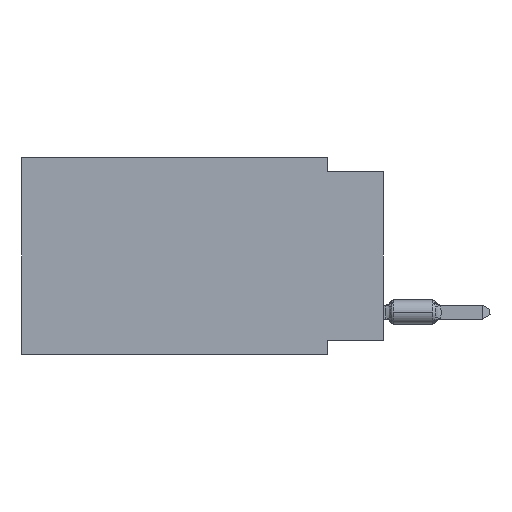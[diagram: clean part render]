
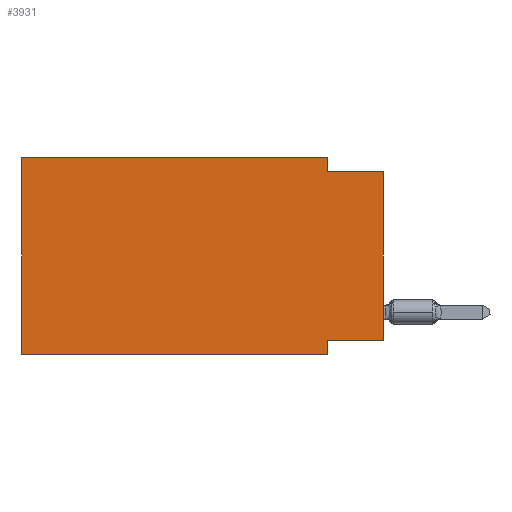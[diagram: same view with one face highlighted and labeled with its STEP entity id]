
A CAD part, left-side view. The second image highlights one B-rep face of the part: STEP entity #3931.
In plain terms, the highlighted planar face has unit normal (-1, 0, 0).
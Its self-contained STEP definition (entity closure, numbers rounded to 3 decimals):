
#66 = LINE ( 'NONE', #65791, #65286 ) ;
#1063 = LINE ( 'NONE', #24789, #34267 ) ;
#2642 = EDGE_LOOP ( 'NONE', ( #45235, #47810, #13818, #14432, #17282, #7835, #6448, #58986 ) ) ;
#3716 = VECTOR ( 'NONE', #27845, 1000. ) ;
#3931 = ADVANCED_FACE ( 'NONE', ( #45176 ), #56463, .F. ) ;
#4925 = LINE ( 'NONE', #65220, #76329 ) ;
#5156 = DIRECTION ( 'NONE',  ( 0., 1., 0. ) ) ;
#6448 = ORIENTED_EDGE ( 'NONE', *, *, #57048, .F. ) ;
#7835 = ORIENTED_EDGE ( 'NONE', *, *, #63056, .T. ) ;
#9468 = LINE ( 'NONE', #63910, #13283 ) ;
#12498 = DIRECTION ( 'NONE',  ( 0., 0., -1. ) ) ;
#13283 = VECTOR ( 'NONE', #5156, 1000. ) ;
#13748 = EDGE_CURVE ( 'NONE', #51040, #58397, #55826, .T. ) ;
#13818 = ORIENTED_EDGE ( 'NONE', *, *, #15508, .F. ) ;
#14432 = ORIENTED_EDGE ( 'NONE', *, *, #16374, .F. ) ;
#14870 = AXIS2_PLACEMENT_3D ( 'NONE', #39722, #62685, #63445 ) ;
#15508 = EDGE_CURVE ( 'NONE', #50460, #26587, #66, .T. ) ;
#16374 = EDGE_CURVE ( 'NONE', #58397, #50460, #4925, .T. ) ;
#17282 = ORIENTED_EDGE ( 'NONE', *, *, #13748, .F. ) ;
#22799 = VERTEX_POINT ( 'NONE', #59510 ) ;
#24789 = CARTESIAN_POINT ( 'NONE',  ( 0., 2.54, -8.89 ) ) ;
#25135 = LINE ( 'NONE', #35653, #52093 ) ;
#25875 = CARTESIAN_POINT ( 'NONE',  ( 0., 16.383, 0. ) ) ;
#26587 = VERTEX_POINT ( 'NONE', #34558 ) ;
#27845 = DIRECTION ( 'NONE',  ( 0., 0., 1. ) ) ;
#28811 = CARTESIAN_POINT ( 'NONE',  ( 0., 2.54, -8.255 ) ) ;
#29007 = VERTEX_POINT ( 'NONE', #62402 ) ;
#29745 = VERTEX_POINT ( 'NONE', #28811 ) ;
#30861 = CARTESIAN_POINT ( 'NONE',  ( 0., 16.383, -8.89 ) ) ;
#33043 = VERTEX_POINT ( 'NONE', #72638 ) ;
#34267 = VECTOR ( 'NONE', #45370, 1000. ) ;
#34558 = CARTESIAN_POINT ( 'NONE',  ( 0., 2.54, -0.635 ) ) ;
#35653 = CARTESIAN_POINT ( 'NONE',  ( 0., 0., -0.635 ) ) ;
#38095 = EDGE_CURVE ( 'NONE', #26587, #22799, #25135, .T. ) ;
#39722 = CARTESIAN_POINT ( 'NONE',  ( 0., 16.383, 0. ) ) ;
#40306 = CARTESIAN_POINT ( 'NONE',  ( 0., 16.383, 0. ) ) ;
#41016 = LINE ( 'NONE', #53090, #68415 ) ;
#44151 = DIRECTION ( 'NONE',  ( 0., 0., 1. ) ) ;
#45176 = FACE_OUTER_BOUND ( 'NONE', #2642, .T. ) ;
#45235 = ORIENTED_EDGE ( 'NONE', *, *, #52426, .T. ) ;
#45370 = DIRECTION ( 'NONE',  ( 0., 0., -1. ) ) ;
#47628 = VECTOR ( 'NONE', #44151, 1000. ) ;
#47810 = ORIENTED_EDGE ( 'NONE', *, *, #38095, .F. ) ;
#48474 = DIRECTION ( 'NONE',  ( 0., -1., 0. ) ) ;
#50460 = VERTEX_POINT ( 'NONE', #75350 ) ;
#51040 = VERTEX_POINT ( 'NONE', #30861 ) ;
#52093 = VECTOR ( 'NONE', #48474, 1000. ) ;
#52426 = EDGE_CURVE ( 'NONE', #29007, #22799, #57424, .T. ) ;
#53090 = CARTESIAN_POINT ( 'NONE',  ( 0., 16.383, -8.89 ) ) ;
#55826 = LINE ( 'NONE', #25875, #47628 ) ;
#56463 = PLANE ( 'NONE',  #14870 ) ;
#57048 = EDGE_CURVE ( 'NONE', #29745, #33043, #1063, .T. ) ;
#57424 = LINE ( 'NONE', #61736, #3716 ) ;
#58397 = VERTEX_POINT ( 'NONE', #40306 ) ;
#58986 = ORIENTED_EDGE ( 'NONE', *, *, #59854, .F. ) ;
#59510 = CARTESIAN_POINT ( 'NONE',  ( 0., 0., -0.635 ) ) ;
#59854 = EDGE_CURVE ( 'NONE', #29007, #29745, #9468, .T. ) ;
#61736 = CARTESIAN_POINT ( 'NONE',  ( 0., 0., 0. ) ) ;
#62402 = CARTESIAN_POINT ( 'NONE',  ( 0., 0., -8.255 ) ) ;
#62685 = DIRECTION ( 'NONE',  ( 1., 0., 0. ) ) ;
#63056 = EDGE_CURVE ( 'NONE', #51040, #33043, #41016, .T. ) ;
#63445 = DIRECTION ( 'NONE',  ( 0., 0., -1. ) ) ;
#63910 = CARTESIAN_POINT ( 'NONE',  ( 0., 0., -8.255 ) ) ;
#64367 = DIRECTION ( 'NONE',  ( 0., -1., 0. ) ) ;
#65220 = CARTESIAN_POINT ( 'NONE',  ( 0., 16.383, 0. ) ) ;
#65286 = VECTOR ( 'NONE', #12498, 1000. ) ;
#65791 = CARTESIAN_POINT ( 'NONE',  ( 0., 2.54, 0. ) ) ;
#68415 = VECTOR ( 'NONE', #64367, 1000. ) ;
#72638 = CARTESIAN_POINT ( 'NONE',  ( 0., 2.54, -8.89 ) ) ;
#75350 = CARTESIAN_POINT ( 'NONE',  ( 0., 2.54, 0. ) ) ;
#76329 = VECTOR ( 'NONE', #76503, 1000. ) ;
#76503 = DIRECTION ( 'NONE',  ( 0., -1., 0. ) ) ;
